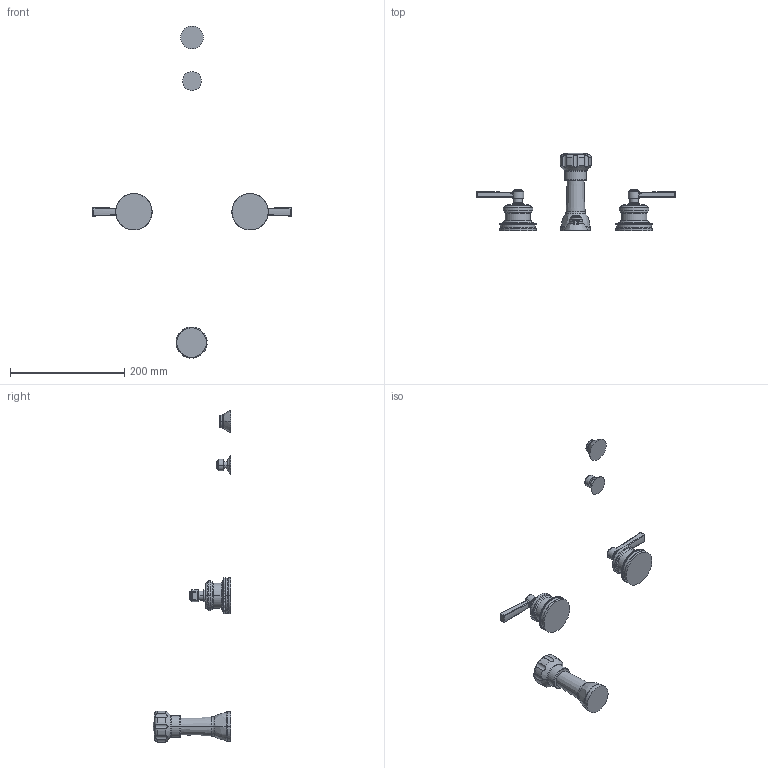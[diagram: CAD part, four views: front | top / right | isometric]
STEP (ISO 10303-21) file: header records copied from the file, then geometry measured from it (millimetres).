
FILE_DESCRIPTION((''),'2;1');
FILE_NAME('1629','2021-01-28T10:19:36',('jinson.thomas'),(''),'CREO PARAMETRIC BY PTC INC, 2018400','CREO PARAMETRIC BY PTC INC, 2018400','');
FILE_SCHEMA(('CONFIG_CONTROL_DESIGN'));
Length unit declared in the file: inch
Products named in the file (1): 1629
Bounding box: 347.98 x 135.97 x 580.53 mm (x, y, z)
Volume: 420242.8 mm3; surface area: 69781.4 mm2
Topology: 5 solids, 5 shells, 1387 faces, 3912 edges, 2571 vertices
Faces by surface type: plane 797, cylinder 460, bspline 50, torus 48, cone 22, sphere 10
Entity records: 46777 total; most frequent: CARTESIAN_POINT 10259, ORIENTED_EDGE 7820, DIRECTION 7544, EDGE_CURVE 3910, VECTOR 2714, LINE 2714, VERTEX_POINT 2571, AXIS2_PLACEMENT_3D 2415
